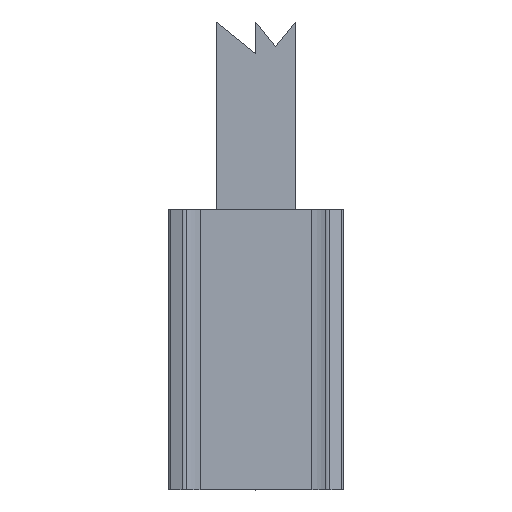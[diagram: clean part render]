
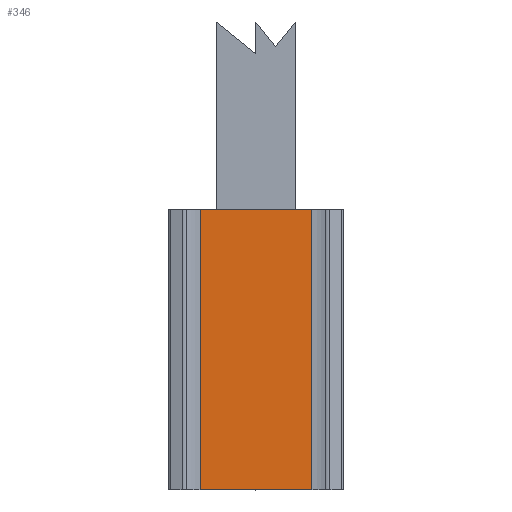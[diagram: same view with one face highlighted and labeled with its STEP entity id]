
A CAD part, top view. The second image highlights one B-rep face of the part: STEP entity #346.
In plain terms, the highlighted planar face has unit normal (0, 0, 1).
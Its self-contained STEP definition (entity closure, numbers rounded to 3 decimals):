
#89 = DIRECTION ( 'NONE',  ( 0., 0., -1. ) ) ;
#213 = FACE_OUTER_BOUND ( 'NONE', #2906, .T. ) ;
#252 = CARTESIAN_POINT ( 'NONE',  ( 13.765, -69.4, 5. ) ) ;
#260 = LINE ( 'NONE', #3870, #1266 ) ;
#290 = EDGE_CURVE ( 'NONE', #2710, #2737, #1154, .T. ) ;
#346 = ADVANCED_FACE ( 'NONE', ( #213 ), #2558, .F. ) ;
#378 = DIRECTION ( 'NONE',  ( 0., 1., 0. ) ) ;
#830 = EDGE_CURVE ( 'NONE', #2710, #1634, #260, .T. ) ;
#926 = CARTESIAN_POINT ( 'NONE',  ( -13.765, -0.4, 5. ) ) ;
#1154 = LINE ( 'NONE', #3570, #4614 ) ;
#1266 = VECTOR ( 'NONE', #1731, 1000. ) ;
#1323 = CARTESIAN_POINT ( 'NONE',  ( -13.765, -69.4, 5. ) ) ;
#1634 = VERTEX_POINT ( 'NONE', #252 ) ;
#1731 = DIRECTION ( 'NONE',  ( 1., 0., 0. ) ) ;
#1842 = DIRECTION ( 'NONE',  ( -1., 0., 0. ) ) ;
#1857 = LINE ( 'NONE', #2703, #4595 ) ;
#1972 = AXIS2_PLACEMENT_3D ( 'NONE', #2966, #89, #1842 ) ;
#2036 = VECTOR ( 'NONE', #3604, 1000. ) ;
#2052 = DIRECTION ( 'NONE',  ( -1., 0., 0. ) ) ;
#2558 = PLANE ( 'NONE',  #1972 ) ;
#2703 = CARTESIAN_POINT ( 'NONE',  ( 13.765, -0.4, 5. ) ) ;
#2710 = VERTEX_POINT ( 'NONE', #1323 ) ;
#2737 = VERTEX_POINT ( 'NONE', #926 ) ;
#2906 = EDGE_LOOP ( 'NONE', ( #3047, #3091, #3088, #3479 ) ) ;
#2966 = CARTESIAN_POINT ( 'NONE',  ( 13.765, -115.341, 5. ) ) ;
#2982 = EDGE_CURVE ( 'NONE', #1634, #3732, #4046, .T. ) ;
#3047 = ORIENTED_EDGE ( 'NONE', *, *, #290, .F. ) ;
#3088 = ORIENTED_EDGE ( 'NONE', *, *, #2982, .T. ) ;
#3091 = ORIENTED_EDGE ( 'NONE', *, *, #830, .T. ) ;
#3479 = ORIENTED_EDGE ( 'NONE', *, *, #3880, .T. ) ;
#3570 = CARTESIAN_POINT ( 'NONE',  ( -13.765, -115.341, 5. ) ) ;
#3604 = DIRECTION ( 'NONE',  ( 0., 1., 0. ) ) ;
#3732 = VERTEX_POINT ( 'NONE', #4499 ) ;
#3870 = CARTESIAN_POINT ( 'NONE',  ( 13.765, -69.4, 5. ) ) ;
#3880 = EDGE_CURVE ( 'NONE', #3732, #2737, #1857, .T. ) ;
#4046 = LINE ( 'NONE', #4633, #2036 ) ;
#4499 = CARTESIAN_POINT ( 'NONE',  ( 13.765, -0.4, 5. ) ) ;
#4595 = VECTOR ( 'NONE', #2052, 1000. ) ;
#4614 = VECTOR ( 'NONE', #378, 1000. ) ;
#4633 = CARTESIAN_POINT ( 'NONE',  ( 13.765, -115.341, 5. ) ) ;
